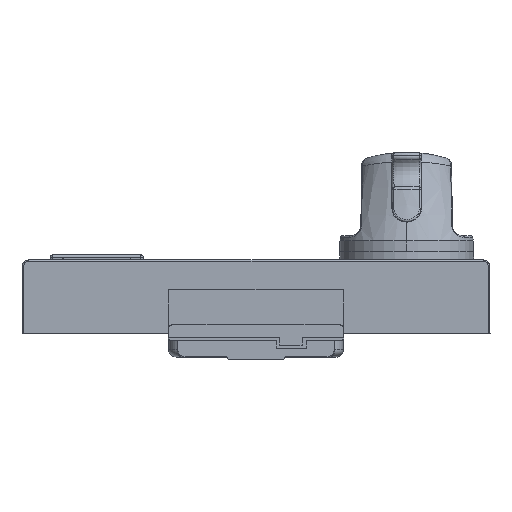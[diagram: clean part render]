
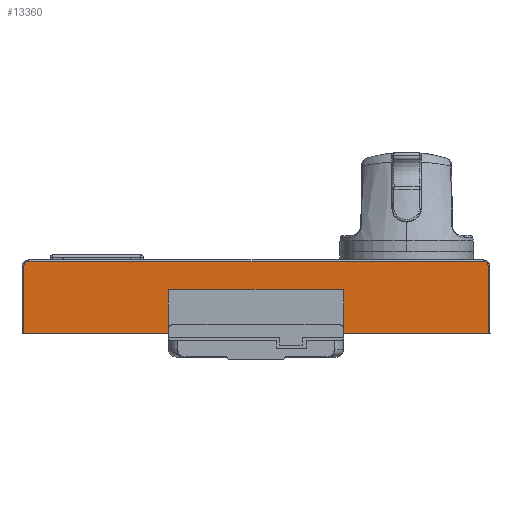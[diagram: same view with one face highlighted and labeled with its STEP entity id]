
A CAD part, top view. The second image highlights one B-rep face of the part: STEP entity #13360.
In plain terms, the highlighted planar face has unit normal (0, 0, 1).
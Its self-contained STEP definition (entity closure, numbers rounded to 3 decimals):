
#2719=DIRECTION('',(-1.,0.,0.));
#2720=VECTOR('',#2719,69.8);
#2721=CARTESIAN_POINT('',(34.902,185.204,152.75));
#2722=LINE('',#2721,#2720);
#2723=CARTESIAN_POINT('',(-34.898,184.21,152.75));
#2724=DIRECTION('',(0.,0.,1.));
#2725=DIRECTION('',(0.,1.,0.));
#2726=AXIS2_PLACEMENT_3D('',#2723,#2724,#2725);
#2728=DIRECTION('',(0.,-1.,0.));
#2729=VECTOR('',#2728,17.);
#2730=CARTESIAN_POINT('',(-35.898,184.21,152.75));
#2731=LINE('',#2730,#2729);
#2732=DIRECTION('',(-1.,0.,0.));
#2733=VECTOR('',#2732,59.131);
#2734=CARTESIAN_POINT('',(-35.899,167.21,152.75));
#2735=LINE('',#2734,#2733);
#2736=DIRECTION('',(0.009,1.,0.));
#2737=VECTOR('',#2736,27.519);
#2738=CARTESIAN_POINT('',(-95.03,167.215,152.75));
#2739=LINE('',#2738,#2737);
#2740=CARTESIAN_POINT('',(-92.787,194.715,152.75));
#2741=DIRECTION('',(0.,0.,-1.));
#2742=DIRECTION('',(-1.,0.009,0.));
#2743=AXIS2_PLACEMENT_3D('',#2740,#2741,#2742);
#2745=CARTESIAN_POINT('',(92.793,194.699,152.75));
#2746=DIRECTION('',(0.,0.,-1.));
#2747=DIRECTION('',(0.,1.,0.));
#2748=AXIS2_PLACEMENT_3D('',#2745,#2746,#2747);
#2750=DIRECTION('',(0.009,-1.,0.));
#2751=VECTOR('',#2750,27.519);
#2752=CARTESIAN_POINT('',(94.793,194.717,152.75));
#2753=LINE('',#2752,#2751);
#2754=DIRECTION('',(-1.,0.,0.));
#2755=VECTOR('',#2754,59.131);
#2756=CARTESIAN_POINT('',(95.031,167.199,152.75));
#2757=LINE('',#2756,#2755);
#2758=DIRECTION('',(0.,1.,0.));
#2759=VECTOR('',#2758,17.);
#2760=CARTESIAN_POINT('',(35.901,167.204,152.75));
#2761=LINE('',#2760,#2759);
#2762=CARTESIAN_POINT('',(34.902,184.204,152.75));
#2763=DIRECTION('',(0.,0.,1.));
#2764=DIRECTION('',(1.,0.,0.));
#2765=AXIS2_PLACEMENT_3D('',#2762,#2763,#2764);
#6453=DIRECTION('',(-1.,0.,0.));
#6454=VECTOR('',#6453,185.581);
#6455=CARTESIAN_POINT('',(92.794,196.699,152.75));
#6456=LINE('',#6455,#6454);
#8655=CARTESIAN_POINT('',(35.901,167.204,152.75));
#8656=VERTEX_POINT('',#8655);
#8657=CARTESIAN_POINT('',(95.031,167.199,152.75));
#8658=VERTEX_POINT('',#8657);
#8966=CARTESIAN_POINT('',(-35.899,167.21,152.75));
#8967=CARTESIAN_POINT('',(-95.03,167.215,152.75));
#8968=VERTEX_POINT('',#8966);
#8969=VERTEX_POINT('',#8967);
#9088=CARTESIAN_POINT('',(35.902,184.204,152.75));
#9089=VERTEX_POINT('',#9088);
#9090=CARTESIAN_POINT('',(34.902,185.204,152.75));
#9091=VERTEX_POINT('',#9090);
#9092=CARTESIAN_POINT('',(-34.898,185.21,152.75));
#9093=VERTEX_POINT('',#9092);
#9094=CARTESIAN_POINT('',(-35.898,184.21,152.75));
#9095=VERTEX_POINT('',#9094);
#9096=CARTESIAN_POINT('',(-94.787,194.733,152.75));
#9097=VERTEX_POINT('',#9096);
#9098=CARTESIAN_POINT('',(-92.787,196.715,152.75));
#9099=VERTEX_POINT('',#9098);
#9100=CARTESIAN_POINT('',(92.794,196.699,152.75));
#9101=CARTESIAN_POINT('',(94.793,194.717,152.75));
#9102=VERTEX_POINT('',#9100);
#9103=VERTEX_POINT('',#9101);
#13335=CARTESIAN_POINT('',(0.002,181.957,
152.75));
#13336=DIRECTION('',(0.,0.,1.));
#13337=DIRECTION('',(1.,0.,0.));
#13338=AXIS2_PLACEMENT_3D('',#13335,#13336,#13337);
#13339=PLANE('',#13338);
#13340=ORIENTED_EDGE('',*,*,#13317,.T.);
#13341=ORIENTED_EDGE('',*,*,#13330,.T.);
#13342=ORIENTED_EDGE('',*,*,#13000,.T.);
#13343=ORIENTED_EDGE('',*,*,#10562,.T.);
#13345=ORIENTED_EDGE('',*,*,#13344,.T.);
#13347=ORIENTED_EDGE('',*,*,#13346,.T.);
#13349=ORIENTED_EDGE('',*,*,#13348,.F.);
#13351=ORIENTED_EDGE('',*,*,#13350,.T.);
#13353=ORIENTED_EDGE('',*,*,#13352,.T.);
#13355=ORIENTED_EDGE('',*,*,#13354,.T.);
#13356=ORIENTED_EDGE('',*,*,#13280,.T.);
#13357=ORIENTED_EDGE('',*,*,#13302,.T.);
#13358=EDGE_LOOP('',(#13340,#13341,#13342,#13343,#13345,#13347,#13349,#13351,
#13353,#13355,#13356,#13357));
#13359=FACE_OUTER_BOUND('',#13358,.F.);
#2727=CIRCLE('',#2726,1.);
#2744=CIRCLE('',#2743,2.);
#2749=CIRCLE('',#2748,2.);
#2766=CIRCLE('',#2765,1.);
#10562=EDGE_CURVE('',#8968,#8969,#2735,.T.);
#13000=EDGE_CURVE('',#9095,#8968,#2731,.T.);
#13280=EDGE_CURVE('',#8656,#9089,#2761,.T.);
#13302=EDGE_CURVE('',#9089,#9091,#2766,.T.);
#13317=EDGE_CURVE('',#9091,#9093,#2722,.T.);
#13330=EDGE_CURVE('',#9093,#9095,#2727,.T.);
#13344=EDGE_CURVE('',#8969,#9097,#2739,.T.);
#13346=EDGE_CURVE('',#9097,#9099,#2744,.T.);
#13348=EDGE_CURVE('',#9102,#9099,#6456,.T.);
#13350=EDGE_CURVE('',#9102,#9103,#2749,.T.);
#13352=EDGE_CURVE('',#9103,#8658,#2753,.T.);
#13354=EDGE_CURVE('',#8658,#8656,#2757,.T.);
#13360=ADVANCED_FACE('',(#13359),#13339,.T.);
